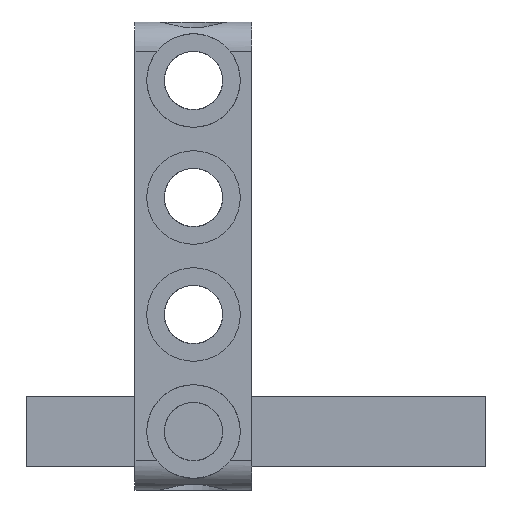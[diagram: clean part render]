
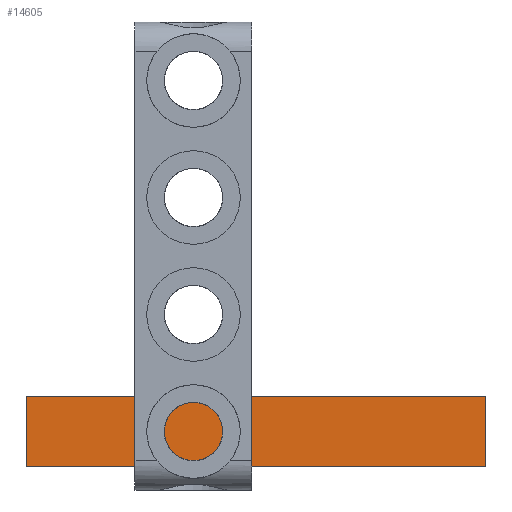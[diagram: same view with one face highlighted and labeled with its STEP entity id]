
A CAD part, left-side view. The second image highlights one B-rep face of the part: STEP entity #14605.
In plain terms, the highlighted planar face has unit normal (-1, 0, 0).
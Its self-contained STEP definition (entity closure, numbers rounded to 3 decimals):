
#1929=LINE('',#24596,#3341);
#1937=LINE('',#24612,#3349);
#1938=LINE('',#24614,#3350);
#1939=LINE('',#24615,#3351);
#3341=VECTOR('',#20260,1000.);
#3349=VECTOR('',#20272,1000.);
#3350=VECTOR('',#20275,1000.);
#3351=VECTOR('',#20276,1000.);
#7604=ORIENTED_EDGE('',*,*,#9746,.F.);
#7605=ORIENTED_EDGE('',*,*,#9745,.F.);
#7606=ORIENTED_EDGE('',*,*,#9747,.T.);
#7607=ORIENTED_EDGE('',*,*,#9737,.T.);
#9737=EDGE_CURVE('',#11198,#11196,#1929,.T.);
#9745=EDGE_CURVE('',#11203,#11202,#1937,.T.);
#9746=EDGE_CURVE('',#11202,#11196,#1938,.T.);
#9747=EDGE_CURVE('',#11203,#11198,#1939,.T.);
#11196=VERTEX_POINT('',#24594);
#11198=VERTEX_POINT('',#24597);
#11202=VERTEX_POINT('',#24609);
#11203=VERTEX_POINT('',#24611);
#12617=EDGE_LOOP('',(#7604,#7605,#7606,#7607));
#13513=FACE_BOUND('',#12617,.T.);
#13905=PLANE('',#16040);
#14605=ADVANCED_FACE('',(#13513),#13905,.T.);
#16040=AXIS2_PLACEMENT_3D('',#24613,#20273,#20274);
#20260=DIRECTION('',(0.,-1.,0.));
#20272=DIRECTION('',(0.,-1.,0.));
#20273=DIRECTION('',(-1.,0.,0.));
#20274=DIRECTION('',(0.,0.,1.));
#20275=DIRECTION('',(0.,0.,-1.));
#20276=DIRECTION('',(0.,0.,-1.));
#24594=CARTESIAN_POINT('',(-15.8,-20.,-33.012));
#24596=CARTESIAN_POINT('',(-15.8,19.316,-33.012));
#24597=CARTESIAN_POINT('',(-15.8,19.316,-33.012));
#24609=CARTESIAN_POINT('',(-15.8,-20.,-27.012));
#24611=CARTESIAN_POINT('',(-15.8,19.316,-27.012));
#24612=CARTESIAN_POINT('',(-15.8,19.316,-27.012));
#24613=CARTESIAN_POINT('',(-15.8,19.316,-27.012));
#24614=CARTESIAN_POINT('',(-15.8,-20.,-27.012));
#24615=CARTESIAN_POINT('',(-15.8,19.316,-27.012));
